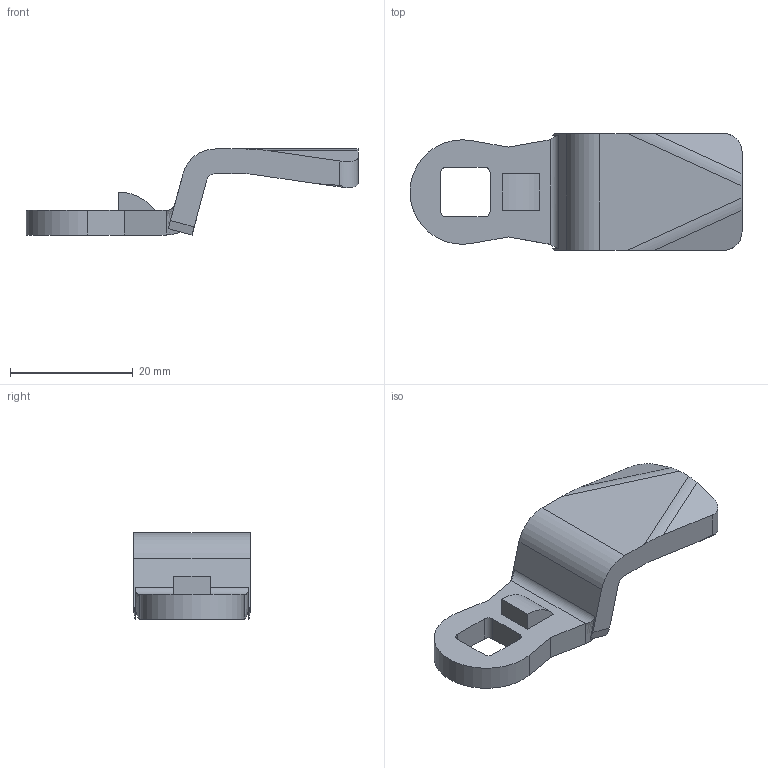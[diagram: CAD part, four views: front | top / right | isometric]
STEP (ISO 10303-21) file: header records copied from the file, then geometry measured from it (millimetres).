
FILE_DESCRIPTION(('STEP AP214'),'1');
FILE_NAME('ME.step','2017-07-19T05:34:48',(' '),(' '),'Spatial InterOp 3D',' ',' ');
FILE_SCHEMA(('automotive_design'));
Length unit declared in the file: millimetre
Products named in the file (1): _133
Bounding box: 54 x 19 x 14 mm (x, y, z)
Volume: 3916.1 mm3; surface area: 2873.3 mm2
Topology: 1 solids, 1 shells, 52 faces, 136 edges, 88 vertices
Faces by surface type: plane 33, cylinder 17, bspline 2
Entity records: 2074 total; most frequent: CARTESIAN_POINT 331, DIRECTION 274, ORIENTED_EDGE 272, EDGE_CURVE 136, LINE 100, VECTOR 100, VERTEX_POINT 88, AXIS2_PLACEMENT_3D 87
